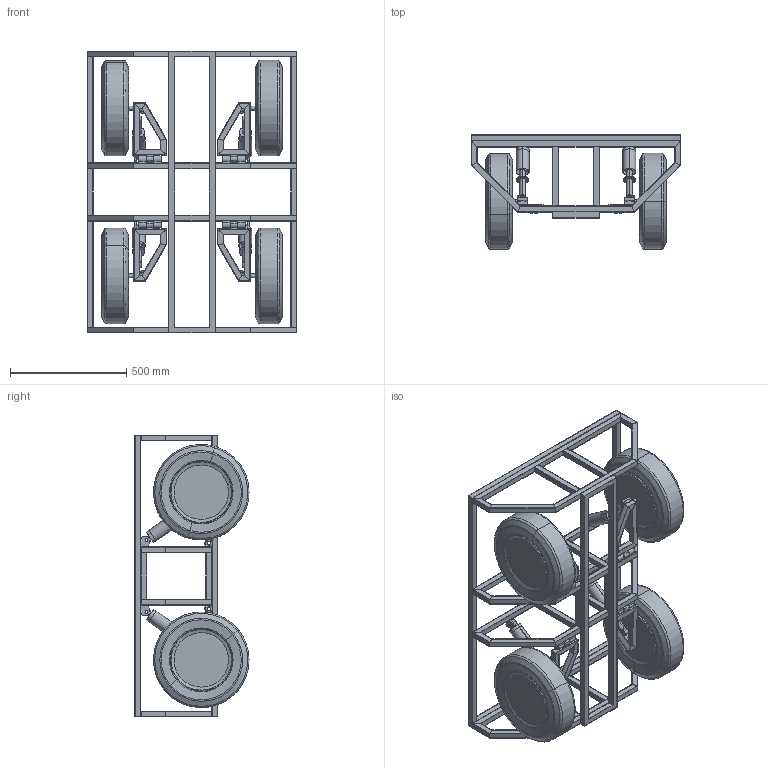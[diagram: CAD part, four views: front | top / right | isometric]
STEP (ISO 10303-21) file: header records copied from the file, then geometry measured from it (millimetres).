
FILE_DESCRIPTION (( 'STEP AP203' ), '1' );
FILE_NAME ('main_v2.STEP', '2019-10-17T06:31:59', ( '' ), ( '' ), 'SwSTEP 2.0', 'SolidWorks 2019', '' );
FILE_SCHEMA (( 'CONFIG_CONTROL_DESIGN' ));
Length unit declared in the file: centimetre
Products named in the file (26): shocks; motor spindle; motorFitting_1; hubWheel; tyre; wishboneB; chassis_top; upper_shocks; rim+motor; wishbone_assemA; top_chassis; motorFitting_2; front_back; main_v2; lower_shocks; chassis_lower; wishbone_assemB; wishboneA
Assembly tree (49 placements, depth 3):
  main_v2
    top_chassis
    front_back  x2
    chassis_lower
    chassis_top
    hubWheel
      rim+motor
      tyre
      motor spindle
    hubWheel
      rim+motor
      tyre
      motor spindle
    hubWheel
      rim+motor
      tyre
      motor spindle
    hubWheel
      rim+motor
      tyre
      motor spindle
    wishbone_assemA
      wishboneB
      motorFitting_1
      motorFitting_2
    wishbone_assemB
      motorFitting_1
      motorFitting_2
      wishboneA
    wishbone_assemA
      wishboneB
      motorFitting_1
      motorFitting_2
    wishbone_assemB
      motorFitting_1
      motorFitting_2
      wishboneA
    shocks
      upper_shocks
      lower_shocks
    shocks
      upper_shocks
      lower_shocks
    shocks
      upper_shocks
      lower_shocks
    shocks
      upper_shocks
      lower_shocks
Bounding box: 900 x 489.39 x 1210 mm (x, y, z)
Volume: 30133307.3 mm3; surface area: 7559192.1 mm2
Topology: 37 solids, 59 shells, 1320 faces, 2980 edges, 1760 vertices
Faces by surface type: plane 768, cylinder 324, cone 132, torus 96
Entity records: 21772 total; most frequent: DIRECTION 3262, CARTESIAN_POINT 3131, ORIENTED_EDGE 3020, EDGE_CURVE 1510, LINE 1184, VECTOR 1184, AXIS2_PLACEMENT_3D 1039, VERTEX_POINT 892
